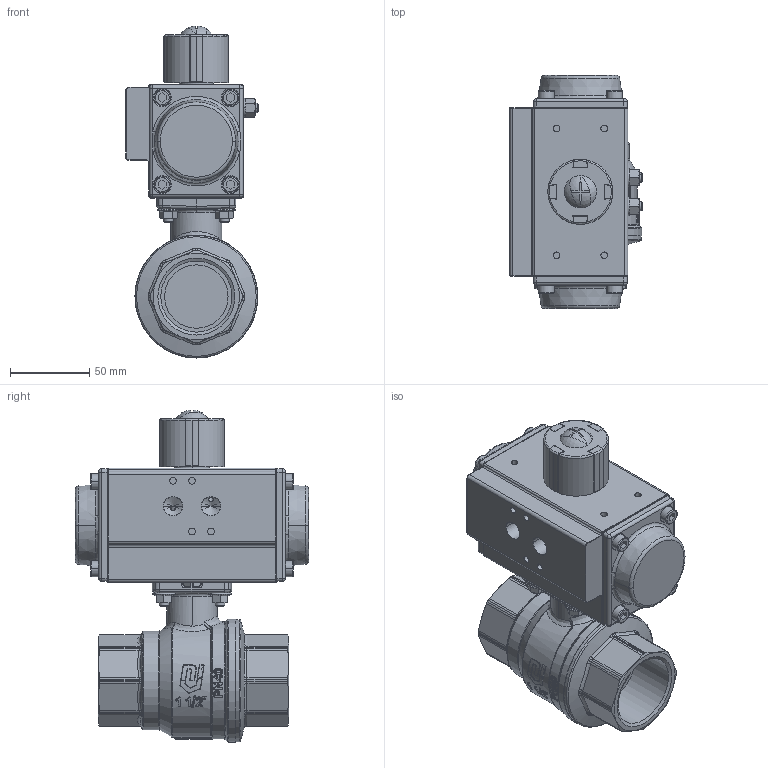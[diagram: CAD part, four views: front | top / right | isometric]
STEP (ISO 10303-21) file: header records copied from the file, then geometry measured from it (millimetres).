
FILE_DESCRIPTION(('HOOPS Exchange Step'),'2;1');
FILE_NAME('PK0100_DN40.stp','2025-03-25T09:03:51+01:00',('nieru'),('Unknown organisation'),'HOOPS Exchange 2024.2','HOOPS Exchange','Unknown authorisation');
FILE_SCHEMA( ('AP203_CONFIGURATION_CONTROLLED_3D_DESIGN_OF_MECHANICAL_PARTS_AND_ASSEMBLIES_MIM_LF') );
Length unit declared in the file: millimetre
Products named in the file (5): 0; root
Assembly tree (4 placements, depth 3):
  root
    0
      0
      0
      0
Bounding box: 83.5 x 147 x 209.4 mm (x, y, z)
Volume: 758861.7 mm3; surface area: 160436.4 mm2
Topology: 34 solids, 36 shells, 2533 faces, 6127 edges, 3670 vertices
Faces by surface type: bspline 1095, cylinder 555, plane 529, torus 212, cone 100, sphere 42
Full cylindrical faces by diameter (mm): 5 x5, 6 x4, 44.845 x2, 62 x1, 74 x1, 77 x1, 77.5 x1
Entity records: 163716 total; most frequent: CARTESIAN_POINT 111031, ORIENTED_EDGE 12102, DIRECTION 8741, EDGE_CURVE 6051, VERTEX_POINT 3672, AXIS2_PLACEMENT_3D 3518, EDGE_LOOP 2679, FACE_BOUND 2679
